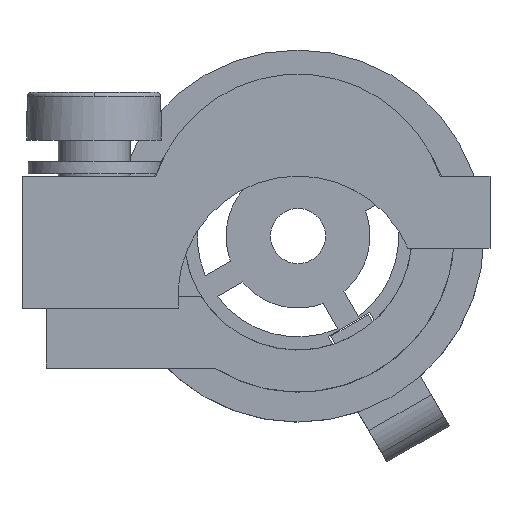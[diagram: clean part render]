
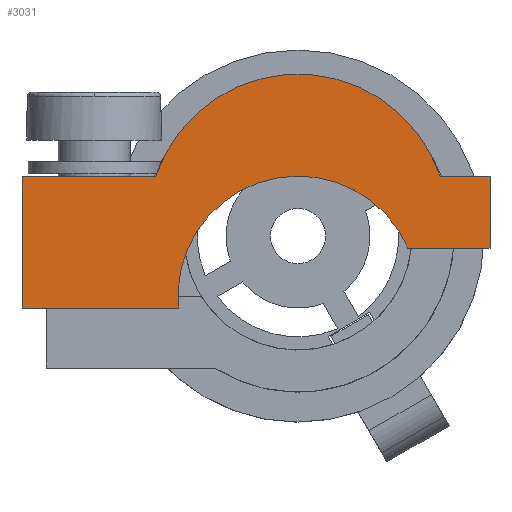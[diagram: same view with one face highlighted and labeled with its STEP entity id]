
A CAD part, left-side view. The second image highlights one B-rep face of the part: STEP entity #3031.
In plain terms, the highlighted planar face has unit normal (-1, 0, 0).
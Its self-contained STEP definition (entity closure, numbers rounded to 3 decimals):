
#2707=CARTESIAN_POINT('',(-46.5,-4.583,-0.5));
#2708=VERTEX_POINT('',#2707);
#2715=CARTESIAN_POINT('',(-46.5,4.975,-3.));
#2716=VERTEX_POINT('',#2715);
#2717=CARTESIAN_POINT('',(-46.5,0.0,-2.5));
#2718=DIRECTION('',(1.,0.0,0.0));
#2719=DIRECTION('',(0.0,0.917,-0.4));
#2720=AXIS2_PLACEMENT_3D('',#2717,#2718,#2719);
#2721=CIRCLE('',#2720,5.0);
#2722=EDGE_CURVE('',#2716,#2708,#2721,.T.);
#2746=CARTESIAN_POINT('',(-46.5,-8.,-0.5));
#2747=VERTEX_POINT('',#2746);
#2754=CARTESIAN_POINT('',(-46.5,-4.583,-0.5));
#2755=DIRECTION('',(0.0,-1.0,0.0));
#2756=VECTOR('',#2755,3.417);
#2757=LINE('',#2754,#2756);
#2758=EDGE_CURVE('',#2708,#2747,#2757,.T.);
#2802=CARTESIAN_POINT('',(-46.5,-8.,2.5));
#2803=VERTEX_POINT('',#2802);
#2810=CARTESIAN_POINT('',(-46.5,-8.,-0.5));
#2811=DIRECTION('',(0.0,0.0,1.0));
#2812=VECTOR('',#2811,3.0);
#2813=LINE('',#2810,#2812);
#2814=EDGE_CURVE('',#2747,#2803,#2813,.T.);
#2833=CARTESIAN_POINT('',(-46.5,-5.921,2.5));
#2834=VERTEX_POINT('',#2833);
#2841=CARTESIAN_POINT('',(-46.5,-8.,2.5));
#2842=DIRECTION('',(0.0,1.0,0.0));
#2843=VECTOR('',#2842,2.079);
#2844=LINE('',#2841,#2843);
#2845=EDGE_CURVE('',#2803,#2834,#2844,.T.);
#2865=CARTESIAN_POINT('',(-46.5,5.921,2.5));
#2866=VERTEX_POINT('',#2865);
#2873=CARTESIAN_POINT('',(-46.5,0.0,0.5));
#2874=DIRECTION('',(-1.,0.0,0.0));
#2875=DIRECTION('',(0.0,-0.947,0.32));
#2876=AXIS2_PLACEMENT_3D('',#2873,#2874,#2875);
#2877=CIRCLE('',#2876,6.25);
#2878=EDGE_CURVE('',#2834,#2866,#2877,.T.);
#2902=CARTESIAN_POINT('',(-46.5,11.5,2.5));
#2903=VERTEX_POINT('',#2902);
#2910=CARTESIAN_POINT('',(-46.5,5.921,2.5));
#2911=DIRECTION('',(0.0,1.0,0.0));
#2912=VECTOR('',#2911,5.579);
#2913=LINE('',#2910,#2912);
#2914=EDGE_CURVE('',#2866,#2903,#2913,.T.);
#2937=CARTESIAN_POINT('',(-46.5,11.5,-3.));
#2938=VERTEX_POINT('',#2937);
#2945=CARTESIAN_POINT('',(-46.5,11.5,2.5));
#2946=DIRECTION('',(0.0,0.0,-1.0));
#2947=VECTOR('',#2946,5.5);
#2948=LINE('',#2945,#2947);
#2949=EDGE_CURVE('',#2903,#2938,#2948,.T.);
#2969=CARTESIAN_POINT('',(-46.5,11.5,-3.));
#2970=DIRECTION('',(0.0,-1.0,0.0));
#2971=VECTOR('',#2970,6.525);
#2972=LINE('',#2969,#2971);
#2973=EDGE_CURVE('',#2938,#2716,#2972,.T.);
#3016=CARTESIAN_POINT('',(-46.5,2.099,1.537));
#3017=DIRECTION('',(1.0,0.0,0.0));
#3018=DIRECTION('',(0.0,0.0,-1.0));
#3019=AXIS2_PLACEMENT_3D('',#3016,#3017,#3018);
#3020=PLANE('',#3019);
#3021=ORIENTED_EDGE('',*,*,#2973,.T.);
#3022=ORIENTED_EDGE('',*,*,#2722,.T.);
#3023=ORIENTED_EDGE('',*,*,#2758,.T.);
#3024=ORIENTED_EDGE('',*,*,#2814,.T.);
#3025=ORIENTED_EDGE('',*,*,#2845,.T.);
#3026=ORIENTED_EDGE('',*,*,#2878,.T.);
#3027=ORIENTED_EDGE('',*,*,#2914,.T.);
#3028=ORIENTED_EDGE('',*,*,#2949,.T.);
#3029=EDGE_LOOP('',(#3021,#3022,#3023,#3024,#3025,#3026,#3027,#3028));
#3030=FACE_OUTER_BOUND('',#3029,.T.);
#3031=ADVANCED_FACE('',(#3030),#3020,.F.);
